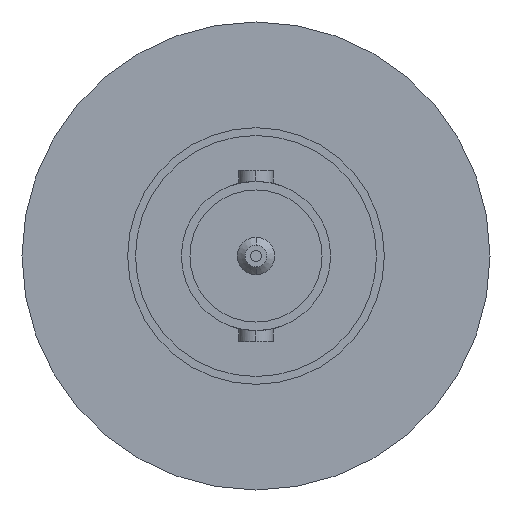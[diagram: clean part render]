
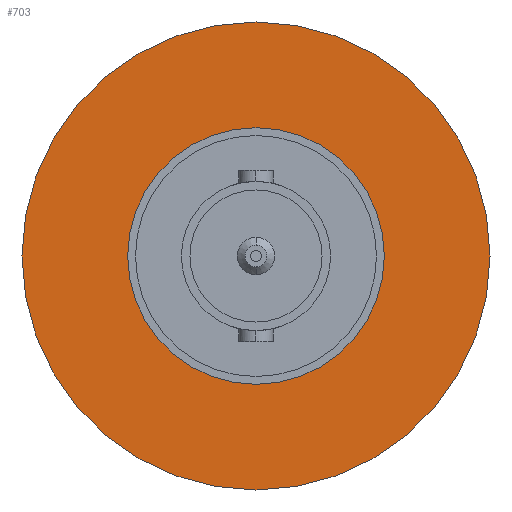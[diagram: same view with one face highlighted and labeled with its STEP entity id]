
A CAD part, left-side view. The second image highlights one B-rep face of the part: STEP entity #703.
In plain terms, the highlighted planar face has unit normal (-1, 0, 0).
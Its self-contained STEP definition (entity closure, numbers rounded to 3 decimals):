
#8 = EDGE_CURVE ( 'NONE', #1218, #2104, #1587, .T. ) ;
#35 = CIRCLE ( 'NONE', #2304, 15.05 ) ;
#182 = CARTESIAN_POINT ( 'NONE',  ( 0., 0., 15.05 ) ) ;
#190 = ORIENTED_EDGE ( 'NONE', *, *, #257, .T. ) ;
#257 = EDGE_CURVE ( 'NONE', #1426, #1871, #35, .T. ) ;
#285 = PLANE ( 'NONE',  #2817 ) ;
#294 = CARTESIAN_POINT ( 'NONE',  ( 0., 0., -8.25 ) ) ;
#338 = EDGE_LOOP ( 'NONE', ( #1108, #706 ) ) ;
#369 = CIRCLE ( 'NONE', #2736, 8.25 ) ;
#470 = EDGE_CURVE ( 'NONE', #2104, #1218, #369, .T. ) ;
#703 = ADVANCED_FACE ( 'NONE', ( #1765, #1785 ), #285, .F. ) ;
#706 = ORIENTED_EDGE ( 'NONE', *, *, #8, .F. ) ;
#742 = AXIS2_PLACEMENT_3D ( 'NONE', #1722, #2160, #1709 ) ;
#775 = DIRECTION ( 'NONE',  ( 0., 0., 1. ) ) ;
#780 = DIRECTION ( 'NONE',  ( 0., 0., 1. ) ) ;
#820 = DIRECTION ( 'NONE',  ( -1., 0., 0. ) ) ;
#836 = DIRECTION ( 'NONE',  ( -1., 0., 0. ) ) ;
#909 = CARTESIAN_POINT ( 'NONE',  ( 0., 0., -15.05 ) ) ;
#918 = DIRECTION ( 'NONE',  ( 0., 0., -1. ) ) ;
#956 = CARTESIAN_POINT ( 'NONE',  ( 0., 0., -15.05 ) ) ;
#1014 = CARTESIAN_POINT ( 'NONE',  ( 0., 0., 0. ) ) ;
#1108 = ORIENTED_EDGE ( 'NONE', *, *, #470, .F. ) ;
#1109 = DIRECTION ( 'NONE',  ( 1., 0., 0. ) ) ;
#1152 = ORIENTED_EDGE ( 'NONE', *, *, #1911, .T. ) ;
#1218 = VERTEX_POINT ( 'NONE', #294 ) ;
#1426 = VERTEX_POINT ( 'NONE', #909 ) ;
#1544 = CARTESIAN_POINT ( 'NONE',  ( 0., 0., 8.25 ) ) ;
#1587 = CIRCLE ( 'NONE', #1958, 8.25 ) ;
#1709 = DIRECTION ( 'NONE',  ( 0., 0., 1. ) ) ;
#1722 = CARTESIAN_POINT ( 'NONE',  ( 0., 0., 0. ) ) ;
#1765 = FACE_BOUND ( 'NONE', #338, .T. ) ;
#1785 = FACE_OUTER_BOUND ( 'NONE', #2761, .T. ) ;
#1853 = CARTESIAN_POINT ( 'NONE',  ( 0., 0., 0. ) ) ;
#1871 = VERTEX_POINT ( 'NONE', #182 ) ;
#1903 = CARTESIAN_POINT ( 'NONE',  ( 0., 0., 0. ) ) ;
#1911 = EDGE_CURVE ( 'NONE', #1871, #1426, #2004, .T. ) ;
#1958 = AXIS2_PLACEMENT_3D ( 'NONE', #1903, #836, #2327 ) ;
#2004 = CIRCLE ( 'NONE', #742, 15.05 ) ;
#2104 = VERTEX_POINT ( 'NONE', #1544 ) ;
#2160 = DIRECTION ( 'NONE',  ( -1., 0., 0. ) ) ;
#2304 = AXIS2_PLACEMENT_3D ( 'NONE', #1853, #2614, #780 ) ;
#2327 = DIRECTION ( 'NONE',  ( 0., 0., 1. ) ) ;
#2614 = DIRECTION ( 'NONE',  ( -1., 0., 0. ) ) ;
#2736 = AXIS2_PLACEMENT_3D ( 'NONE', #1014, #820, #775 ) ;
#2761 = EDGE_LOOP ( 'NONE', ( #1152, #190 ) ) ;
#2817 = AXIS2_PLACEMENT_3D ( 'NONE', #956, #1109, #918 ) ;
